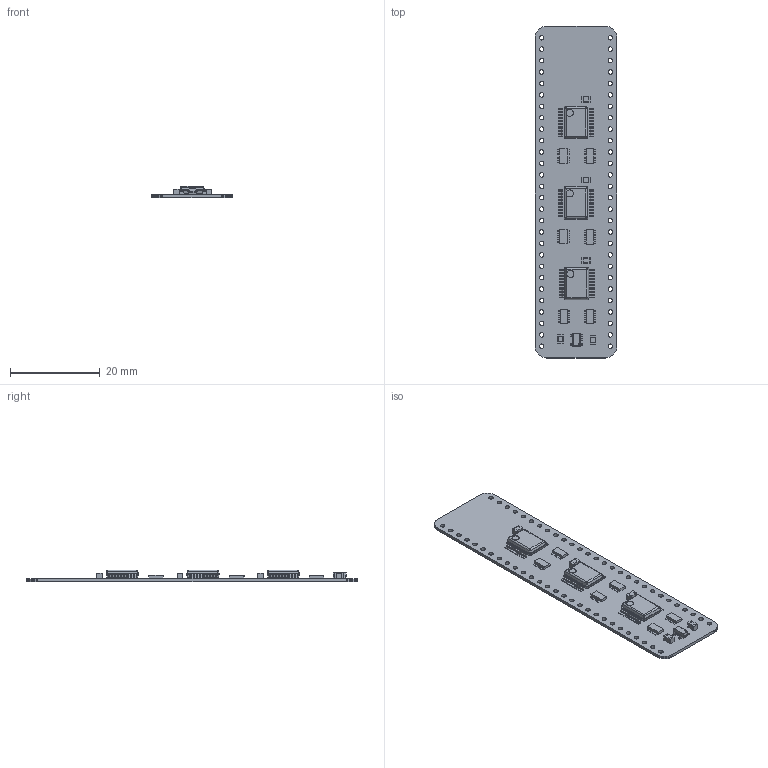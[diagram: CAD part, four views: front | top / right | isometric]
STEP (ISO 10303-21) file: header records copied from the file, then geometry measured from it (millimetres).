
FILE_DESCRIPTION(('KiCad electronic assembly'),'2;1');
FILE_NAME('Address Buffer.step','2023-10-20T20:41:38',('Pcbnew'),( 'Kicad'),'Open CASCADE STEP processor 7.6','KiCad to STEP converter' ,'Unknown');
FILE_SCHEMA(('AUTOMOTIVE_DESIGN { 1 0 10303 214 1 1 1 1 }'));
Length unit declared in the file: millimetre
Products named in the file (10): Address Buffer 1; CAY16-470J4LF; COMPOUND; SN74ABT245BDBR; C_0805_2012Metric; SOLID; AP7365-33WG-7; Address Buffer PCB
Assembly tree (20 placements, depth 3):
  Address Buffer 1
    CAY16-470J4LF  x6
      COMPOUND
    SN74ABT245BDBR  x3
      COMPOUND
    C_0805_2012Metric  x5
      SOLID
    AP7365-33WG-7
      COMPOUND
    Address Buffer PCB
Bounding box: 18.13 x 73.81 x 2.63 mm (x, y, z)
Volume: 1111.6 mm3; surface area: 3468.4 mm2
Topology: 129 solids, 129 shells, 1642 faces, 4031 edges, 2658 vertices
Faces by surface type: plane 1172, cylinder 446, bspline 24
Full cylindrical faces by diameter (mm): 0.2 x1, 1 x56
Entity records: 42880 total; most frequent: CARTESIAN_POINT 10796, DIRECTION 5910, LINE 3857, VECTOR 3857, ORIENTED_EDGE 3106, PCURVE 3106, DEFINITIONAL_REPRESENTATION 3106, EDGE_CURVE 1553
